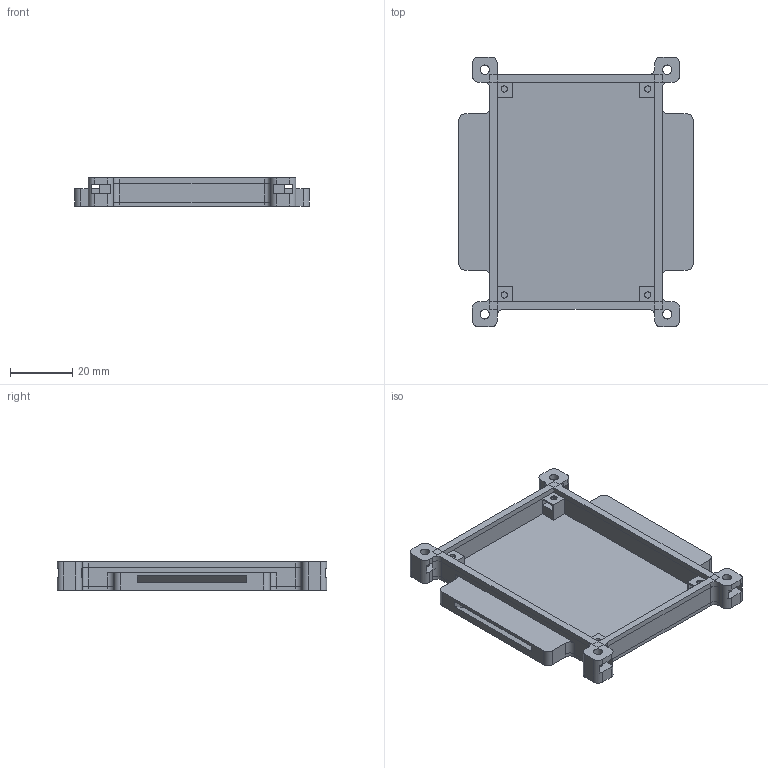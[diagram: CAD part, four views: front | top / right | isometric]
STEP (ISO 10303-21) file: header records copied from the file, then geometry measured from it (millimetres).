
FILE_DESCRIPTION(('FreeCAD Model'),'2;1');
FILE_NAME('Open CASCADE Shape Model','2023-01-31T16:28:01',(''),(''), 'Open CASCADE STEP processor 7.6','FreeCAD','Unknown');
FILE_SCHEMA(('AUTOMOTIVE_DESIGN { 1 0 10303 214 1 1 1 1 }'));
Length unit declared in the file: millimetre
Products named in the file (1): Body
Bounding box: 75.2 x 86.4 x 9 mm (x, y, z)
Volume: 16014 mm3; surface area: 17421.1 mm2
Topology: 1 solids, 1 shells, 203 faces, 567 edges, 362 vertices
Faces by surface type: plane 142, cylinder 61
Full cylindrical faces by diameter (mm): 2 x8, 3 x8
Entity records: 14070 total; most frequent: CARTESIAN_POINT 2579, DIRECTION 2189, LINE 1455, VECTOR 1455, ORIENTED_EDGE 1134, PCURVE 1134, DEFINITIONAL_REPRESENTATION 1134, EDGE_CURVE 567
